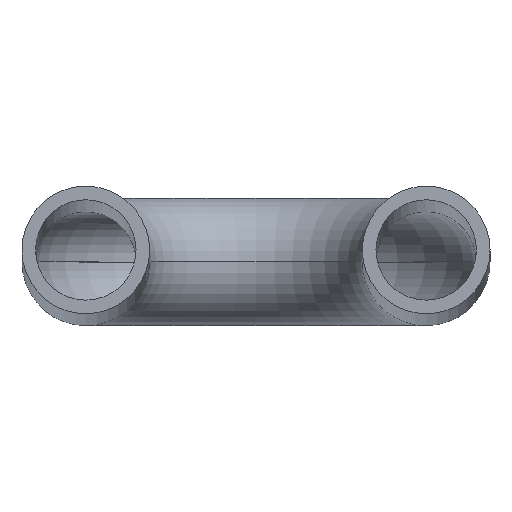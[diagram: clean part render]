
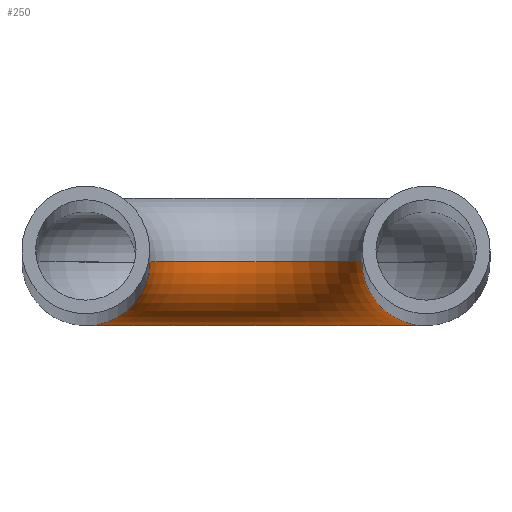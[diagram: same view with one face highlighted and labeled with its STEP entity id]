
A CAD part, top view. The second image highlights one B-rep face of the part: STEP entity #250.
In plain terms, the highlighted toroidal (fillet/blend) face has major radius 12.7 mm and minor radius 4.763 mm.
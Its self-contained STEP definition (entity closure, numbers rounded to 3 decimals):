
#97=CARTESIAN_POINT('POINT7',(20.638,25.4,-499.745));
#98=VERTEX_POINT('VERTEX7',#97);
#106=CARTESIAN_POINT('POINT8',(30.163,25.4,-499.745));
#107=VERTEX_POINT('VERTEX8',#106);
#132=CARTESIAN_POINT('POS16',(25.4,25.4,-499.745));
#133=DIRECTION('DIR27',(0.,0.,1.));
#134=DIRECTION('DIR28',(-1.,0.,0.));
#135=AXIS2_PLACEMENT_3D('AXIS12',#132,#133,#134);
#136=CIRCLE('ELLIPSE8',#135,4.763);
#137=EDGE_CURVE('EDGE12',#98,#107,#136,.T.);
#199=CARTESIAN_POINT('POINT11',(55.563,25.4,-499.745));
#200=VERTEX_POINT('VERTEX11',#199);
#201=CARTESIAN_POINT('POS24',(38.1,25.4,-499.745));
#202=DIRECTION('DIR43',(0.,1.,0.));
#203=DIRECTION('DIR44',(1.,0.,0.));
#204=AXIS2_PLACEMENT_3D('AXIS20',#201,#202,#203);
#205=CIRCLE('ELLIPSE13',#204,17.463);
#206=EDGE_CURVE('EDGE17',#200,#98,#205,.T.);
#209=CARTESIAN_POINT('POINT12',(46.038,25.4,-499.745));
#210=VERTEX_POINT('VERTEX12',#209);
#211=CARTESIAN_POINT('POS25',(38.1,25.4,-499.745));
#212=DIRECTION('DIR45',(0.,1.,0.));
#213=DIRECTION('DIR46',(1.,0.,0.));
#214=AXIS2_PLACEMENT_3D('AXIS21',#211,#212,#213);
#215=CIRCLE('ELLIPSE14',#214,7.938);
#216=EDGE_CURVE('EDGE18',#210,#107,#215,.T.);
#233=ORIENTED_EDGE('COEDGE33',*,*,#216,.T.);
#234=ORIENTED_EDGE('COEDGE34',*,*,#137,.F.);
#235=ORIENTED_EDGE('COEDGE35',*,*,#206,.F.);
#236=CARTESIAN_POINT('POS28',(50.8,25.4,-499.745));
#237=DIRECTION('DIR51',(0.,0.,-1.));
#238=DIRECTION('DIR52',(1.,0.,0.));
#239=AXIS2_PLACEMENT_3D('AXIS24',#236,#237,#238);
#240=CIRCLE('ELLIPSE16',#239,4.763);
#241=EDGE_CURVE('EDGE20',#200,#210,#240,.T.);
#242=ORIENTED_EDGE('COEDGE36',*,*,#241,.T.);
#243=EDGE_LOOP('NONE',(#233,#234,#235,#242));
#244=FACE_BOUND('LOOP1',#243,.T.);
#245=CARTESIAN_POINT('POS29',(38.1,25.4,-499.745));
#246=DIRECTION('DIR53',(0.,1.,0.));
#247=DIRECTION('DIR54',(-1.,0.,0.));
#248=AXIS2_PLACEMENT_3D('AXIS25',#245,#246,#247);
#249=TOROIDAL_SURFACE('TORUS4',#248,12.7,4.763);
#250=ADVANCED_FACE('FACE9',(#244),#249,.T.);
